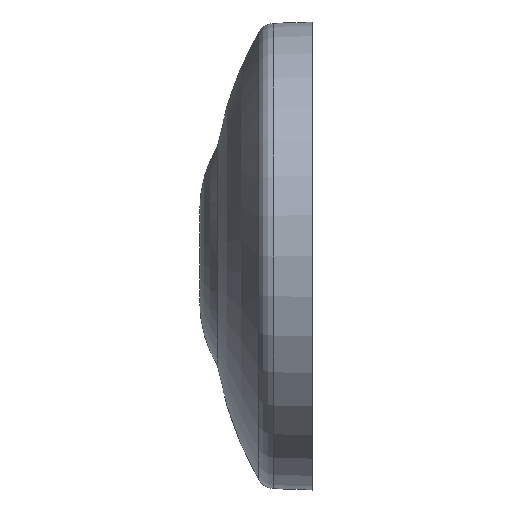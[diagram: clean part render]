
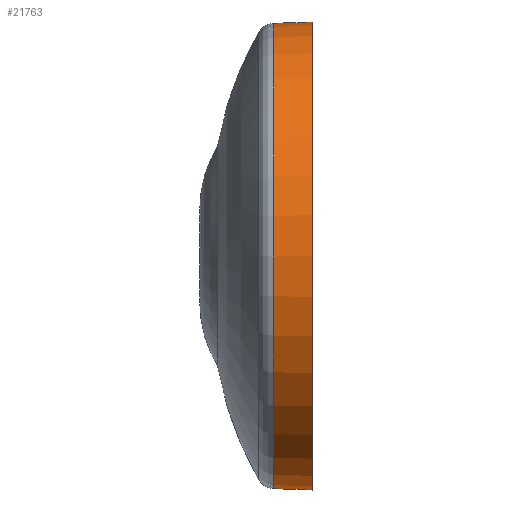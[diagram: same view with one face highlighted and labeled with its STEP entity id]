
A CAD part, left-side view. The second image highlights one B-rep face of the part: STEP entity #21763.
In plain terms, the highlighted conical face has half-angle 2 degrees and reference radius 39.5 mm.
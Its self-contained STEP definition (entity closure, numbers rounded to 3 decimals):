
#66 = ORIENTED_EDGE ( 'NONE', *, *, #22107, .T. ) ;
#1464 = ORIENTED_EDGE ( 'NONE', *, *, #22636, .F. ) ;
#2751 = DIRECTION ( 'NONE',  ( 0., -0.999, 0.035 ) ) ;
#4432 = EDGE_CURVE ( 'NONE', #23733, #17446, #37142, .T. ) ;
#8917 = CARTESIAN_POINT ( 'NONE',  ( 0., 0., 0. ) ) ;
#11145 = CARTESIAN_POINT ( 'NONE',  ( 0., 6.531, -39.272 ) ) ;
#11494 = CARTESIAN_POINT ( 'NONE',  ( 0., 0., 39.5 ) ) ;
#11903 = DIRECTION ( 'NONE',  ( 0., 0., -1. ) ) ;
#12711 = DIRECTION ( 'NONE',  ( 0., -1., 0. ) ) ;
#13223 = VERTEX_POINT ( 'NONE', #33276 ) ;
#13346 = AXIS2_PLACEMENT_3D ( 'NONE', #21609, #12711, #18763 ) ;
#16377 = CIRCLE ( 'NONE', #23406, 39.5 ) ;
#17446 = VERTEX_POINT ( 'NONE', #11145 ) ;
#17794 = LINE ( 'NONE', #28572, #30978 ) ;
#18203 = VERTEX_POINT ( 'NONE', #11494 ) ;
#18763 = DIRECTION ( 'NONE',  ( 0., 0., -1. ) ) ;
#19643 = AXIS2_PLACEMENT_3D ( 'NONE', #23547, #23414, #23154 ) ;
#20471 = CARTESIAN_POINT ( 'NONE',  ( 0., 0., 39.5 ) ) ;
#21197 = EDGE_CURVE ( 'NONE', #23733, #18203, #23696, .T. ) ;
#21609 = CARTESIAN_POINT ( 'NONE',  ( 0., 0., 0. ) ) ;
#21763 = ADVANCED_FACE ( 'NONE', ( #36045 ), #27933, .T. ) ;
#21842 = VECTOR ( 'NONE', #2751, 1000. ) ;
#22107 = EDGE_CURVE ( 'NONE', #17446, #13223, #17794, .T. ) ;
#22636 = EDGE_CURVE ( 'NONE', #18203, #13223, #16377, .T. ) ;
#23154 = DIRECTION ( 'NONE',  ( 0., 0., 1. ) ) ;
#23406 = AXIS2_PLACEMENT_3D ( 'NONE', #8917, #29078, #11903 ) ;
#23414 = DIRECTION ( 'NONE',  ( 0., -1., 0. ) ) ;
#23547 = CARTESIAN_POINT ( 'NONE',  ( 0., 6.531, 0. ) ) ;
#23696 = LINE ( 'NONE', #20471, #21842 ) ;
#23733 = VERTEX_POINT ( 'NONE', #32891 ) ;
#25926 = DIRECTION ( 'NONE',  ( 0., -0.999, -0.035 ) ) ;
#27933 = CONICAL_SURFACE ( 'NONE', #13346, 39.5, 0.035 ) ;
#28572 = CARTESIAN_POINT ( 'NONE',  ( 0., 0., -39.5 ) ) ;
#29078 = DIRECTION ( 'NONE',  ( 0., -1., 0. ) ) ;
#30573 = EDGE_LOOP ( 'NONE', ( #34849, #36280, #66, #1464 ) ) ;
#30978 = VECTOR ( 'NONE', #25926, 1000. ) ;
#32891 = CARTESIAN_POINT ( 'NONE',  ( 0., 6.531, 39.272 ) ) ;
#33276 = CARTESIAN_POINT ( 'NONE',  ( 0., 0., -39.5 ) ) ;
#34849 = ORIENTED_EDGE ( 'NONE', *, *, #21197, .F. ) ;
#36045 = FACE_OUTER_BOUND ( 'NONE', #30573, .T. ) ;
#36280 = ORIENTED_EDGE ( 'NONE', *, *, #4432, .T. ) ;
#37142 = CIRCLE ( 'NONE', #19643, 39.272 ) ;
